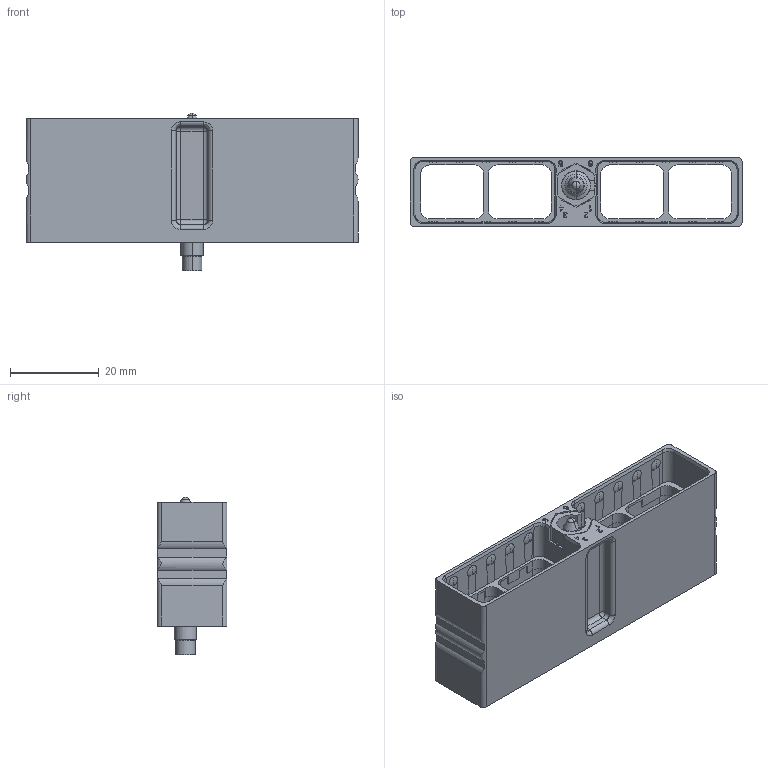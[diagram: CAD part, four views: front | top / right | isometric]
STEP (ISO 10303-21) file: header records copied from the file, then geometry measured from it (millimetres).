
FILE_DESCRIPTION((''),'2;1');
FILE_NAME('SIM2B80KG','2019-09-10T',('presta_be4'),(''),'PRO/ENGINEER BY PARAMETRIC TECHNOLOGY CORPORATION, 2014310','PRO/ENGINEER BY PARAMETRIC TECHNOLOGY CORPORATION, 2014310','');
FILE_SCHEMA(('CONFIG_CONTROL_DESIGN'));
Length unit declared in the file: millimetre
Products named in the file (1): SIM2B80KG
Bounding box: 74.89 x 15.69 x 35.55 mm (x, y, z)
Volume: 8736.3 mm3; surface area: 13451.3 mm2
Topology: 1 solids, 1 shells, 1012 faces, 2860 edges, 1842 vertices
Faces by surface type: plane 745, cylinder 162, sphere 49, cone 26, torus 16, bspline 14
Entity records: 33775 total; most frequent: CARTESIAN_POINT 7642, ORIENTED_EDGE 5632, DIRECTION 5135, EDGE_CURVE 2816, VECTOR 2193, LINE 2193, VERTEX_POINT 1842, AXIS2_PLACEMENT_3D 1471
